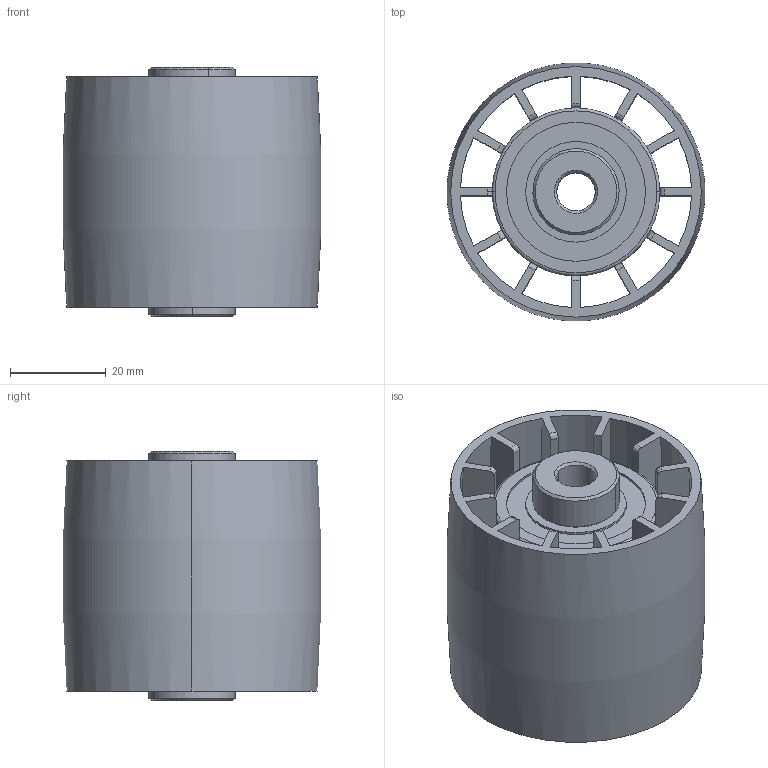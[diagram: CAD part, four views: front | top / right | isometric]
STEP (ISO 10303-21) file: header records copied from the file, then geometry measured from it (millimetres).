
FILE_DESCRIPTION (( 'STEP AP214' ), '1' );
FILE_NAME ('0017225_NR50.step', '2017-11-14T13:36:35', ( '' ), ( '' ), 'SwSTEP 2.0', 'SolidWorks 2016', '' );
FILE_SCHEMA (( 'AUTOMOTIVE_DESIGN' ));
Length unit declared in the file: millimetre
Products named in the file (1): 0017225_NR50
Bounding box: 53.81 x 53.8 x 52 mm (x, y, z)
Surface area: 31084.8 mm2 (no closed solid volume)
Topology: 0 solids, 5 shells, 171 faces, 566 edges, 405 vertices
Faces by surface type: plane 58, torus 55, cylinder 46, cone 12
Entity records: 8446 total; most frequent: CARTESIAN_POINT 1713, DIRECTION 1014, ORIENTED_EDGE 922, EDGE_CURVE 566, VERTEX_POINT 405, AXIS2_PLACEMENT_3D 370, VECTOR 274, LINE 274
